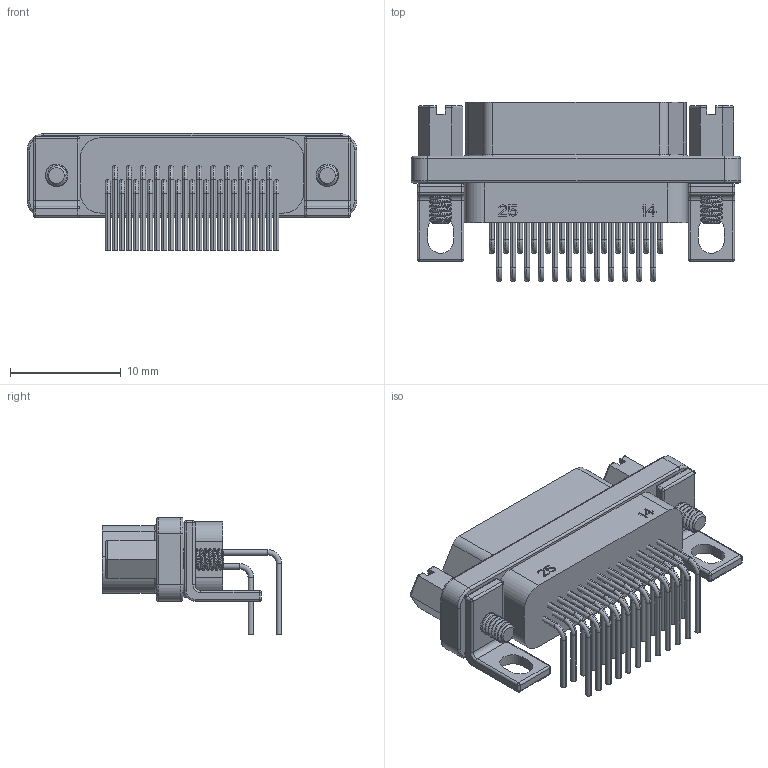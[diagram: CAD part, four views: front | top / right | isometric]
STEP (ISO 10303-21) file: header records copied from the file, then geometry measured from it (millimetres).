
FILE_DESCRIPTION((''),'2;1');
FILE_NAME('FMD002-F025BDXX-XX_ASM_ASM','2023-08-16T',('gongcheng6'),(''),'PRO/ENGINEER BY PARAMETRIC TECHNOLOGY CORPORATION, 2010280','PRO/ENGINEER BY PARAMETRIC TECHNOLOGY CORPORATION, 2010280','');
FILE_SCHEMA(('CONFIG_CONTROL_DESIGN'));
Length unit declared in the file: millimetre
Products named in the file (11): ZHUTI-25-1_11; MANIFOLD_SOLID_BREP_10658; MANIFOLD_SOLID_BREP_11830; DIANPIAN-25-1_2_ASM; MANIFOLD_SOLID_BREP_20223; MANIFOLD_SOLID_BREP_28102; LUOSI-25-1_3_ASM; PINZHEN1_5; PINZHEN3_3; FMD002-F025BDXX-XX_ASM_19_ASM; FMD002-F025BDXX-XX_ASM_ASM
Assembly tree (69 placements, depth 4):
  FMD002-F025BDXX-XX_ASM_ASM
    FMD002-F025BDXX-XX_ASM_19_ASM
      ZHUTI-25-1_11
      DIANPIAN-25-1_2_ASM
        MANIFOLD_SOLID_BREP_10658
        MANIFOLD_SOLID_BREP_11830
      LUOSI-25-1_3_ASM
        MANIFOLD_SOLID_BREP_20223
        MANIFOLD_SOLID_BREP_28102
      PINZHEN1_5  x49
      PINZHEN3_3  x12
Bounding box: 29.8 x 16.23 x 10.6 mm (x, y, z)
Volume: 1553.9 mm3; surface area: 5209.7 mm2
Topology: 66 solids, 66 shells, 1578 faces, 3654 edges, 2350 vertices
Faces by surface type: cylinder 708, plane 518, torus 142, cone 140, bspline 52, sphere 16, extrusion 2
Entity records: 30444 total; most frequent: CARTESIAN_POINT 14532, ORIENTED_EDGE 3256, DIRECTION 3184, EDGE_CURVE 1628, AXIS2_PLACEMENT_3D 1112, VERTEX_POINT 1052, VECTOR 960, LINE 958
